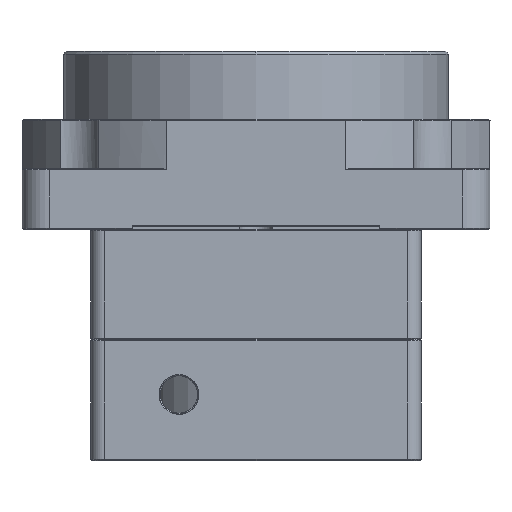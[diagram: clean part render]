
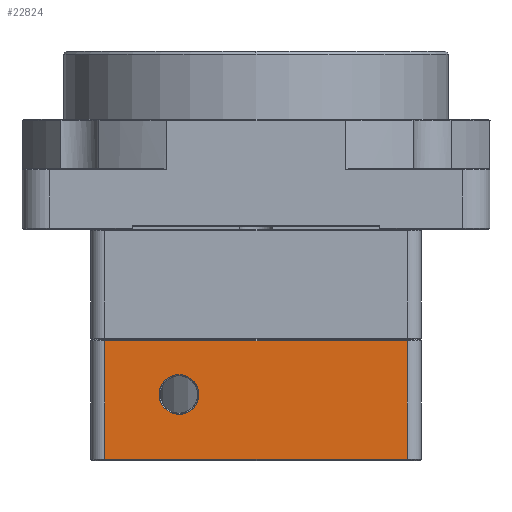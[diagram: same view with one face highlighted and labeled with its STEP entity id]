
A CAD part, left-side view. The second image highlights one B-rep face of the part: STEP entity #22824.
In plain terms, the highlighted planar face has unit normal (-1, 0, 0).
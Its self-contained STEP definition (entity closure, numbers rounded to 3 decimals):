
#520=FACE_BOUND('',#25866,.T.);
#521=FACE_BOUND('',#25867,.T.);
#22824=ADVANCED_FACE('',(#520,#521),#23739,.F.);
#23739=PLANE('',#51928);
#25866=EDGE_LOOP('',(#31983,#31984));
#25867=EDGE_LOOP('',(#31985,#31986,#31987,#31988));
#27816=B_SPLINE_CURVE_WITH_KNOTS('',3,(#74760,#74761,#74762,#74763,#74764,
#74765,#74766,#74767,#74768,#74769),.UNSPECIFIED.,.F.,.F.,(4,2,2,2,4),(0.,
0.25,0.5,0.75,1.),.UNSPECIFIED.);
#27817=B_SPLINE_CURVE_WITH_KNOTS('',3,(#74772,#74773,#74774,#74775,#74776,
#74777,#74778,#74779,#74780,#74781),.UNSPECIFIED.,.F.,.F.,(4,2,2,2,4),(0.,
0.25,0.5,0.75,1.),.UNSPECIFIED.);
#31983=ORIENTED_EDGE('',*,*,#43926,.T.);
#31984=ORIENTED_EDGE('',*,*,#43927,.T.);
#31985=ORIENTED_EDGE('',*,*,#43928,.T.);
#31986=ORIENTED_EDGE('',*,*,#43929,.T.);
#31987=ORIENTED_EDGE('',*,*,#43930,.T.);
#31988=ORIENTED_EDGE('',*,*,#43931,.T.);
#38220=VERTEX_POINT('',#74770);
#38221=VERTEX_POINT('',#74771);
#38222=VERTEX_POINT('',#74783);
#38223=VERTEX_POINT('',#74784);
#38224=VERTEX_POINT('',#74786);
#38225=VERTEX_POINT('',#74788);
#43926=EDGE_CURVE('',#38220,#38221,#27816,.T.);
#43927=EDGE_CURVE('',#38221,#38220,#27817,.T.);
#43928=EDGE_CURVE('',#38222,#38223,#47666,.T.);
#43929=EDGE_CURVE('',#38223,#38224,#47667,.T.);
#43930=EDGE_CURVE('',#38224,#38225,#47668,.T.);
#43931=EDGE_CURVE('',#38225,#38222,#47669,.T.);
#47666=LINE('',#74782,#49599);
#47667=LINE('',#74785,#49600);
#47668=LINE('',#74787,#49601);
#47669=LINE('',#74789,#49602);
#49599=VECTOR('',#57679,1.);
#49600=VECTOR('',#57680,1.);
#49601=VECTOR('',#57681,1.);
#49602=VECTOR('',#57682,1.);
#51928=AXIS2_PLACEMENT_3D('',#74790,#57683,#57684);
#57679=DIRECTION('',(0.,1.,0.));
#57680=DIRECTION('',(0.,0.,-1.));
#57681=DIRECTION('',(0.,-1.,0.));
#57682=DIRECTION('',(0.,0.,1.));
#57683=DIRECTION('',(1.,0.,0.));
#57684=DIRECTION('',(0.,1.,0.));
#74760=CARTESIAN_POINT('',(22.94,14.,-44.6));
#74761=CARTESIAN_POINT('',(22.94,14.954,-44.6));
#74762=CARTESIAN_POINT('',(22.94,15.871,-44.22));
#74763=CARTESIAN_POINT('',(22.94,17.22,-42.871));
#74764=CARTESIAN_POINT('',(22.94,17.6,-41.954));
#74765=CARTESIAN_POINT('',(22.94,17.6,-40.046));
#74766=CARTESIAN_POINT('',(22.94,17.22,-39.129));
#74767=CARTESIAN_POINT('',(22.94,15.871,-37.78));
#74768=CARTESIAN_POINT('',(22.94,14.955,-37.4));
#74769=CARTESIAN_POINT('',(22.94,14.,-37.4));
#74770=CARTESIAN_POINT('',(22.94,14.,-44.6));
#74771=CARTESIAN_POINT('',(22.94,14.,-37.4));
#74772=CARTESIAN_POINT('',(22.94,14.,-37.4));
#74773=CARTESIAN_POINT('',(22.94,13.046,-37.4));
#74774=CARTESIAN_POINT('',(22.94,12.129,-37.78));
#74775=CARTESIAN_POINT('',(22.94,10.78,-39.129));
#74776=CARTESIAN_POINT('',(22.94,10.4,-40.046));
#74777=CARTESIAN_POINT('',(22.94,10.4,-41.954));
#74778=CARTESIAN_POINT('',(22.94,10.78,-42.871));
#74779=CARTESIAN_POINT('',(22.94,12.129,-44.22));
#74780=CARTESIAN_POINT('',(22.94,13.045,-44.6));
#74781=CARTESIAN_POINT('',(22.94,14.,-44.6));
#74782=CARTESIAN_POINT('',(22.94,0.,-31.2));
#74783=CARTESIAN_POINT('',(22.94,-27.5,-31.2));
#74784=CARTESIAN_POINT('',(22.94,27.5,-31.2));
#74785=CARTESIAN_POINT('',(22.94,27.5,-42.));
#74786=CARTESIAN_POINT('',(22.94,27.5,-52.8));
#74787=CARTESIAN_POINT('',(22.94,0.,-52.8));
#74788=CARTESIAN_POINT('',(22.94,-27.5,-52.8));
#74789=CARTESIAN_POINT('',(22.94,-27.5,-42.));
#74790=CARTESIAN_POINT('',(22.94,0.,-42.));
